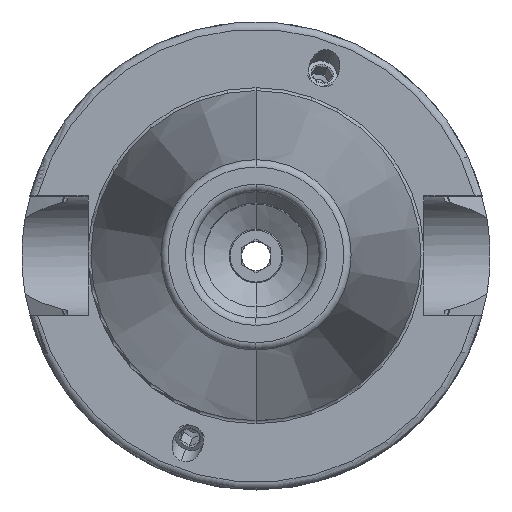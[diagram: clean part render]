
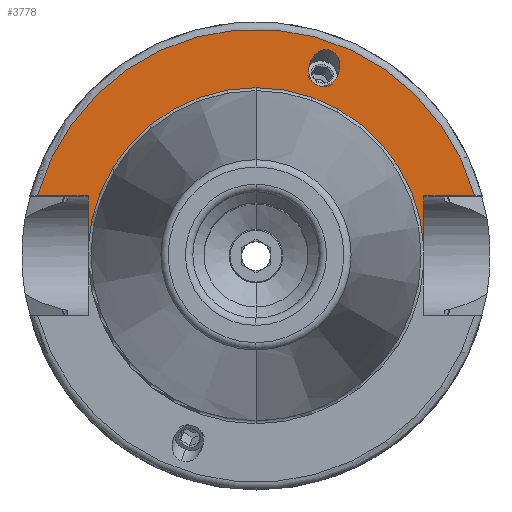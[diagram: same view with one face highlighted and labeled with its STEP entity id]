
A CAD part, top view. The second image highlights one B-rep face of the part: STEP entity #3778.
In plain terms, the highlighted planar face has unit normal (0, 0, 1).
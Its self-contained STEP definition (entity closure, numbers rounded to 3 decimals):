
#546=CARTESIAN_POINT('',(0,0,25));
#547=DIRECTION('',(0,0,-1));
#548=DIRECTION('',(0,1,0));
#549=AXIS2_PLACEMENT_3D('',#546,#547,#548);
#886=DIRECTION('',(0,1,0));
#887=VECTOR('',#886,6.987);
#888=CARTESIAN_POINT('',(-22.6,1.063,25));
#889=LINE('',#888,#887);
#890=DIRECTION('',(1,0,0));
#891=VECTOR('',#890,6.818);
#892=CARTESIAN_POINT('',(-29.418,8.05,25));
#893=LINE('',#892,#891);
#894=DIRECTION('',(-1,0,0));
#895=VECTOR('',#894,6.818);
#896=CARTESIAN_POINT('',(29.418,8.05,25));
#897=LINE('',#896,#895);
#898=DIRECTION('',(0,-1,0));
#899=VECTOR('',#898,6.987);
#900=CARTESIAN_POINT('',(22.6,8.05,25));
#901=LINE('',#900,#899);
#902=CARTESIAN_POINT('',(10.056,27.629,25));
#903=CARTESIAN_POINT('',(10.283,27.547,25));
#904=CARTESIAN_POINT('',(10.737,27.268,25));
#905=CARTESIAN_POINT('',(11.226,26.479,25));
#906=CARTESIAN_POINT('',(11.341,25.65,25));
#907=CARTESIAN_POINT('',(11.261,25.009,25));
#908=CARTESIAN_POINT('',(11.137,24.573,25));
#909=CARTESIAN_POINT('',(10.952,24.159,25));
#910=CARTESIAN_POINT('',(10.601,23.617,25));
#911=CARTESIAN_POINT('',(9.98,23.055,25));
#912=CARTESIAN_POINT('',(9.098,22.765,25));
#913=CARTESIAN_POINT('',(8.571,22.843,25));
#914=CARTESIAN_POINT('',(8.344,22.926,25));
#916=CARTESIAN_POINT('',(8.344,22.926,25));
#917=CARTESIAN_POINT('',(8.117,23.009,25));
#918=CARTESIAN_POINT('',(7.663,23.288,25));
#919=CARTESIAN_POINT('',(7.174,24.076,25));
#920=CARTESIAN_POINT('',(7.06,24.906,25));
#921=CARTESIAN_POINT('',(7.14,25.547,25));
#922=CARTESIAN_POINT('',(7.264,25.983,25));
#923=CARTESIAN_POINT('',(7.449,26.396,25));
#924=CARTESIAN_POINT('',(7.8,26.939,25));
#925=CARTESIAN_POINT('',(8.421,27.5,25));
#926=CARTESIAN_POINT('',(9.302,27.79,25));
#927=CARTESIAN_POINT('',(9.829,27.712,25));
#928=CARTESIAN_POINT('',(10.056,27.629,25));
#1164=CARTESIAN_POINT('',(0,0,25));
#1165=DIRECTION('',(0,0,1));
#1166=DIRECTION('',(0.965,0.264,0));
#1167=AXIS2_PLACEMENT_3D('',#1164,#1165,#1166);
#1204=CARTESIAN_POINT('',(0,0,25));
#1205=DIRECTION('',(0,0,1));
#1206=DIRECTION('',(0,1,0));
#1207=AXIS2_PLACEMENT_3D('',#1204,#1205,#1206);
#2498=CARTESIAN_POINT('',(-22.6,1.063,25));
#2499=CARTESIAN_POINT('',(-22.6,8.05,25));
#2500=VERTEX_POINT('',#2498);
#2501=VERTEX_POINT('',#2499);
#2502=CARTESIAN_POINT('',(-29.418,8.05,25));
#2503=VERTEX_POINT('',#2502);
#2504=CARTESIAN_POINT('',(22.6,8.05,25));
#2505=CARTESIAN_POINT('',(22.6,1.063,25));
#2506=VERTEX_POINT('',#2504);
#2507=VERTEX_POINT('',#2505);
#2514=CARTESIAN_POINT('',(29.418,8.05,25));
#2515=VERTEX_POINT('',#2514);
#2562=CARTESIAN_POINT('',(0,22.625,25));
#2564=VERTEX_POINT('',#2562);
#2580=VERTEX_POINT('',#902);
#2581=VERTEX_POINT('',#914);
#3754=CARTESIAN_POINT('',(0,0,25));
#3755=DIRECTION('',(0,0,-1));
#3756=DIRECTION('',(0,-1,0));
#3757=AXIS2_PLACEMENT_3D('',#3754,#3755,#3756);
#3758=PLANE('',#3757);
#3760=ORIENTED_EDGE('',*,*,#3759,.T.);
#3762=ORIENTED_EDGE('',*,*,#3761,.F.);
#3764=ORIENTED_EDGE('',*,*,#3763,.F.);
#3765=ORIENTED_EDGE('',*,*,#3714,.T.);
#3766=ORIENTED_EDGE('',*,*,#3455,.T.);
#3767=ORIENTED_EDGE('',*,*,#3438,.F.);
#3769=ORIENTED_EDGE('',*,*,#3768,.T.);
#3770=EDGE_LOOP('',(#3760,#3762,#3764,#3765,#3766,#3767,#3769));
#3771=FACE_OUTER_BOUND('',#3770,.F.);
#3773=ORIENTED_EDGE('',*,*,#3772,.F.);
#3775=ORIENTED_EDGE('',*,*,#3774,.F.);
#3776=EDGE_LOOP('',(#3773,#3775));
#3777=FACE_BOUND('',#3776,.F.);
#3778=ADVANCED_FACE('',(#3771,#3777),#3758,.F.);
#550=CIRCLE('',#549,22.625);
#915=B_SPLINE_CURVE_WITH_KNOTS('',3,(#902,#903,#904,#905,#906,#907,#908,#909,
#910,#911,#912,#913,#914),.UNSPECIFIED.,.F.,.F.,(4,1,1,1,1,1,1,1,1,1,4),(0,
0.125,0.25,0.375,0.438,0.5,0.563,0.625,0.75,0.875,1),
.UNSPECIFIED.);
#929=B_SPLINE_CURVE_WITH_KNOTS('',3,(#916,#917,#918,#919,#920,#921,#922,#923,
#924,#925,#926,#927,#928),.UNSPECIFIED.,.F.,.F.,(4,1,1,1,1,1,1,1,1,1,4),(0,
0.125,0.25,0.375,0.438,0.5,0.563,0.625,0.75,0.875,1),
.UNSPECIFIED.);
#1168=CIRCLE('',#1167,30.5);
#1208=CIRCLE('',#1207,22.625);
#3438=EDGE_CURVE('',#2564,#2507,#550,.T.);
#3455=EDGE_CURVE('',#2506,#2507,#901,.T.);
#3714=EDGE_CURVE('',#2515,#2506,#897,.T.);
#3759=EDGE_CURVE('',#2500,#2501,#889,.T.);
#3761=EDGE_CURVE('',#2503,#2501,#893,.T.);
#3763=EDGE_CURVE('',#2515,#2503,#1168,.T.);
#3768=EDGE_CURVE('',#2564,#2500,#1208,.T.);
#3772=EDGE_CURVE('',#2580,#2581,#915,.T.);
#3774=EDGE_CURVE('',#2581,#2580,#929,.T.);
